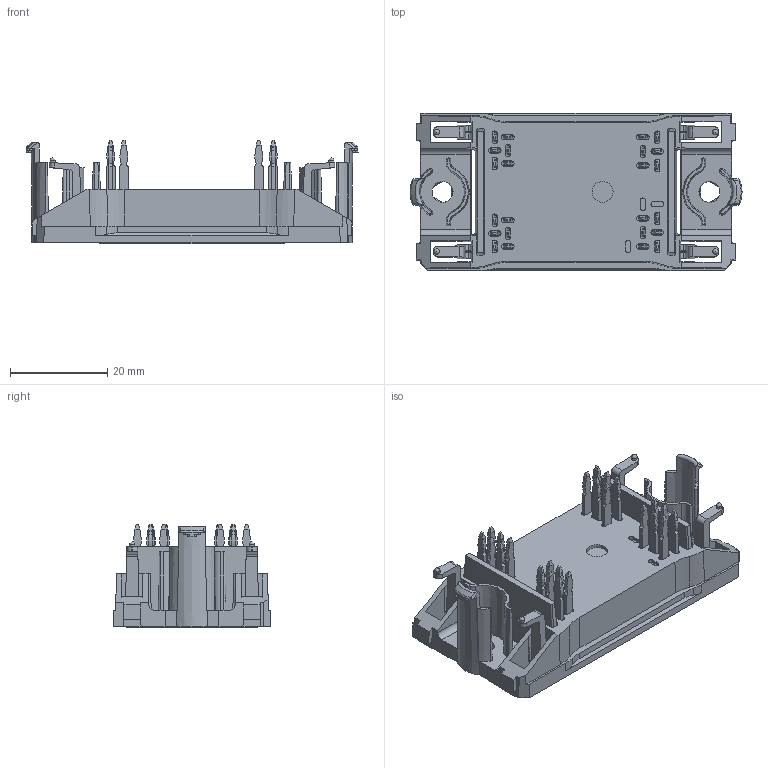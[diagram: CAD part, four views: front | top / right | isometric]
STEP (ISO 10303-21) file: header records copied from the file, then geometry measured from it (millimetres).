
FILE_DESCRIPTION(/* description */ ('Unknown'),/* implementation_level */ '2;1');
FILE_NAME(/* name */ 'Flow0-2C17Y-LN00(240)-01-OL',/* time_stamp */ '2019-04-12T15:07:58+02:00',/* author */ ('Unknown'),/* organization */ ('Unknown'),/* preprocessor_version */ 'ST-DEVELOPER v16.7',/* originating_system */ 'DEX',/* authorisation */ $);
FILE_SCHEMA (('AUTOMOTIVE_DESIGN {1 0 10303 214 3 1 1}'));
Length unit declared in the file: millimetre
Products named in the file (1): Flow0-2C17Y-LN00-OL
Bounding box: 68.4 x 32.5 x 21.23 mm (x, y, z)
Volume: 17664.6 mm3; surface area: 11345.4 mm2
Topology: 1 solids, 1 shells, 976 faces, 2719 edges, 1790 vertices
Faces by surface type: plane 647, cylinder 283, cone 34, sphere 4, torus 4, bspline 4
Full cylindrical faces by diameter (mm): 1.1 x4, 4.3 x1
Entity records: 38040 total; most frequent: CARTESIAN_POINT 5653, ORIENTED_EDGE 5396, DIRECTION 5276, EDGE_CURVE 2698, LINE 1970, VECTOR 1970, VERTEX_POINT 1782, AXIS2_PLACEMENT_3D 1653
